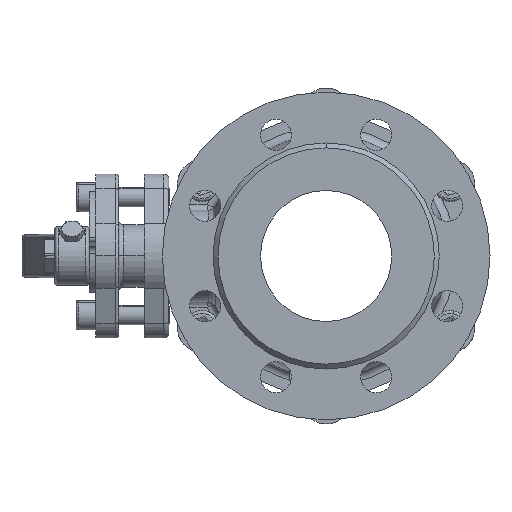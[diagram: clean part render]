
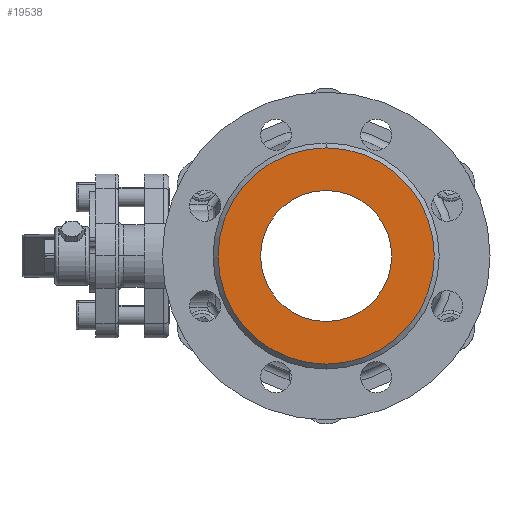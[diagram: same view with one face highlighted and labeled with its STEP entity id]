
A CAD part, left-side view. The second image highlights one B-rep face of the part: STEP entity #19538.
In plain terms, the highlighted planar face has unit normal (-1, 0, 0).
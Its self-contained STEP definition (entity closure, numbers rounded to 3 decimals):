
#20 = DIRECTION ( 'NONE',  ( -1., 0., 0. ) ) ;
#355 = DIRECTION ( 'NONE',  ( 0., 0., 1. ) ) ;
#718 = VERTEX_POINT ( 'NONE', #3492 ) ;
#767 = AXIS2_PLACEMENT_3D ( 'NONE', #17035, #4957, #8677 ) ;
#1231 = EDGE_CURVE ( 'NONE', #5649, #7561, #13907, .T. ) ;
#1373 = DIRECTION ( 'NONE',  ( 0., 0., 1. ) ) ;
#1559 = FACE_OUTER_BOUND ( 'NONE', #19776, .T. ) ;
#2342 = VERTEX_POINT ( 'NONE', #16463 ) ;
#2755 = AXIS2_PLACEMENT_3D ( 'NONE', #20295, #13568, #355 ) ;
#3154 = ORIENTED_EDGE ( 'NONE', *, *, #3534, .T. ) ;
#3492 = CARTESIAN_POINT ( 'NONE',  ( -72.308, 0., -40. ) ) ;
#3534 = EDGE_CURVE ( 'NONE', #7561, #5649, #11539, .T. ) ;
#4479 = DIRECTION ( 'NONE',  ( -1., 0., 0. ) ) ;
#4957 = DIRECTION ( 'NONE',  ( -1., 0., 0. ) ) ;
#5649 = VERTEX_POINT ( 'NONE', #19136 ) ;
#6893 = DIRECTION ( 'NONE',  ( -1., 0., 0. ) ) ;
#7204 = EDGE_CURVE ( 'NONE', #2342, #718, #18629, .T. ) ;
#7561 = VERTEX_POINT ( 'NONE', #15437 ) ;
#8289 = FACE_BOUND ( 'NONE', #16519, .T. ) ;
#8677 = DIRECTION ( 'NONE',  ( 0., 0., 1. ) ) ;
#9203 = CIRCLE ( 'NONE', #767, 40. ) ;
#11279 = CARTESIAN_POINT ( 'NONE',  ( -72.308, 0., 0. ) ) ;
#11464 = AXIS2_PLACEMENT_3D ( 'NONE', #15672, #6893, #15557 ) ;
#11486 = ORIENTED_EDGE ( 'NONE', *, *, #1231, .T. ) ;
#11539 = CIRCLE ( 'NONE', #2755, 66. ) ;
#11685 = PLANE ( 'NONE',  #21242 ) ;
#13568 = DIRECTION ( 'NONE',  ( -1., 0., 0. ) ) ;
#13907 = CIRCLE ( 'NONE', #11464, 66. ) ;
#14984 = CARTESIAN_POINT ( 'NONE',  ( -72.308, 0., 40. ) ) ;
#15437 = CARTESIAN_POINT ( 'NONE',  ( -72.308, 0., -66. ) ) ;
#15528 = ORIENTED_EDGE ( 'NONE', *, *, #20759, .F. ) ;
#15557 = DIRECTION ( 'NONE',  ( 0., 0., 1. ) ) ;
#15672 = CARTESIAN_POINT ( 'NONE',  ( -72.308, 0., 0. ) ) ;
#16463 = CARTESIAN_POINT ( 'NONE',  ( -72.308, 0., 40. ) ) ;
#16519 = EDGE_LOOP ( 'NONE', ( #20592, #15528 ) ) ;
#17035 = CARTESIAN_POINT ( 'NONE',  ( -72.308, 0., 0. ) ) ;
#18629 = CIRCLE ( 'NONE', #20379, 40. ) ;
#19136 = CARTESIAN_POINT ( 'NONE',  ( -72.308, 0., 66. ) ) ;
#19538 = ADVANCED_FACE ( 'NONE', ( #1559, #8289 ), #11685, .T. ) ;
#19776 = EDGE_LOOP ( 'NONE', ( #3154, #11486 ) ) ;
#20279 = DIRECTION ( 'NONE',  ( 0., 0., 1. ) ) ;
#20295 = CARTESIAN_POINT ( 'NONE',  ( -72.308, 0., 0. ) ) ;
#20379 = AXIS2_PLACEMENT_3D ( 'NONE', #11279, #4479, #1373 ) ;
#20592 = ORIENTED_EDGE ( 'NONE', *, *, #7204, .F. ) ;
#20759 = EDGE_CURVE ( 'NONE', #718, #2342, #9203, .T. ) ;
#21242 = AXIS2_PLACEMENT_3D ( 'NONE', #14984, #20, #20279 ) ;
